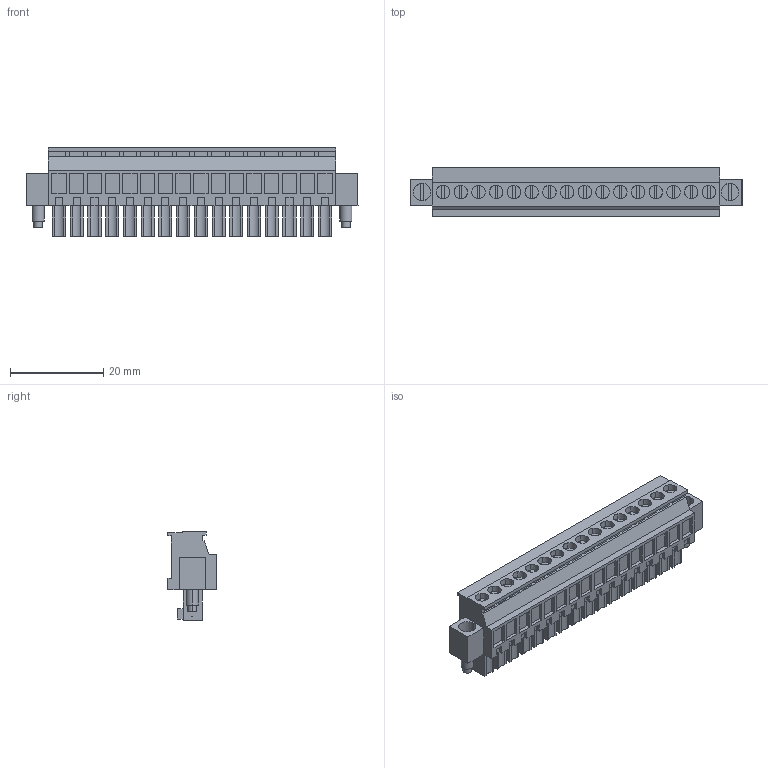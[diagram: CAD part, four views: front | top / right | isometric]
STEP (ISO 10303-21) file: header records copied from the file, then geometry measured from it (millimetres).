
FILE_DESCRIPTION(('CATIA V5 STEP Exchange','CAx-IF Rec.Pracs.--- Model Styling and Organization---1.2---2011-12-15'),'2;1');
FILE_NAME ('D1459701_0_1940600000_1940600000.stp','2017-04-12T09:43:11+00:00',('none'),('Weidmueller'),'CATIA Version 5-6 Release 2014','CATIA V5 STEP AP214','none');
FILE_SCHEMA(('AUTOMOTIVE_DESIGN { 1 0 10303 214 1 1 1 1 }'));
Length unit declared in the file: millimetre
Products named in the file (1): 1940600000
Bounding box: 71.35 x 10.45 x 19.1 mm (x, y, z)
Volume: 7967.3 mm3; surface area: 6471.5 mm2
Topology: 19 solids, 19 shells, 754 faces, 1944 edges, 1316 vertices
Faces by surface type: plane 618, cylinder 136
Entity records: 21264 total; most frequent: CARTESIAN_POINT 4001, ORIENTED_EDGE 3888, DIRECTION 2818, EDGE_CURVE 1944, VECTOR 1600, LINE 1600, VERTEX_POINT 1316, EDGE_LOOP 846
